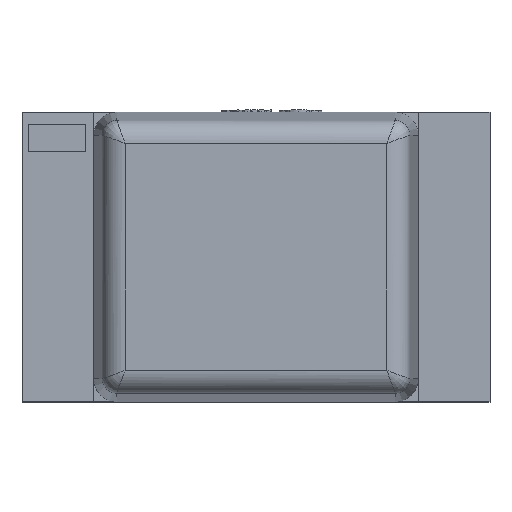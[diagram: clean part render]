
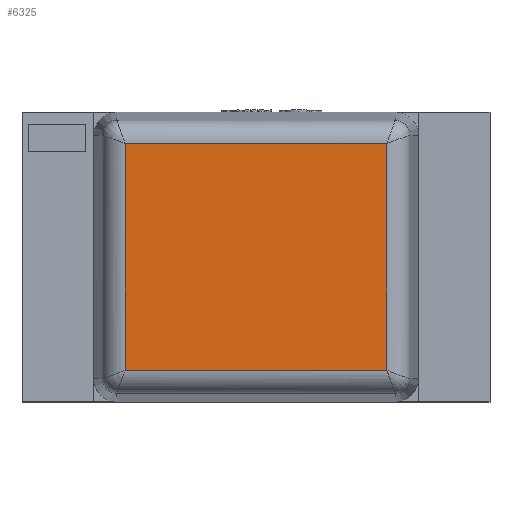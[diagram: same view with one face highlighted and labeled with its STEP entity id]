
A CAD part, top view. The second image highlights one B-rep face of the part: STEP entity #6325.
In plain terms, the highlighted planar face has unit normal (0, 0, 1).
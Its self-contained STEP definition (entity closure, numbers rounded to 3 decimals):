
#98 = VECTOR ( 'NONE', #16441, 1000. ) ;
#1816 = LINE ( 'NONE', #7301, #2179 ) ;
#2179 = VECTOR ( 'NONE', #13656, 1000. ) ;
#2778 = EDGE_LOOP ( 'NONE', ( #13283, #5877, #10448, #8346 ) ) ;
#4945 = EDGE_CURVE ( 'NONE', #15350, #5879, #8204, .T. ) ;
#5166 = VERTEX_POINT ( 'NONE', #9114 ) ;
#5271 = CARTESIAN_POINT ( 'NONE',  ( -0.6, 0.49, 0.8 ) ) ;
#5877 = ORIENTED_EDGE ( 'NONE', *, *, #4945, .T. ) ;
#5879 = VERTEX_POINT ( 'NONE', #7299 ) ;
#6280 = FACE_OUTER_BOUND ( 'NONE', #2778, .T. ) ;
#6325 = ADVANCED_FACE ( 'NONE', ( #6280 ), #11869, .T. ) ;
#6540 = CARTESIAN_POINT ( 'NONE',  ( 0.6, -0.525, 0.8 ) ) ;
#6772 = EDGE_CURVE ( 'NONE', #5879, #11640, #1816, .T. ) ;
#7299 = CARTESIAN_POINT ( 'NONE',  ( 0.565, -0.49, 0.8 ) ) ;
#7301 = CARTESIAN_POINT ( 'NONE',  ( 0.565, 0.525, 0.8 ) ) ;
#8204 = LINE ( 'NONE', #13817, #15931 ) ;
#8346 = ORIENTED_EDGE ( 'NONE', *, *, #14786, .T. ) ;
#9114 = CARTESIAN_POINT ( 'NONE',  ( -0.565, 0.49, 0.8 ) ) ;
#9211 = CARTESIAN_POINT ( 'NONE',  ( -0.565, -0.49, 0.8 ) ) ;
#10448 = ORIENTED_EDGE ( 'NONE', *, *, #6772, .T. ) ;
#10625 = AXIS2_PLACEMENT_3D ( 'NONE', #6540, #13313, #16022 ) ;
#10746 = DIRECTION ( 'NONE',  ( 0., -1., 0. ) ) ;
#11640 = VERTEX_POINT ( 'NONE', #12595 ) ;
#11869 = PLANE ( 'NONE',  #10625 ) ;
#11984 = EDGE_CURVE ( 'NONE', #5166, #15350, #13567, .T. ) ;
#12595 = CARTESIAN_POINT ( 'NONE',  ( 0.565, 0.49, 0.8 ) ) ;
#13283 = ORIENTED_EDGE ( 'NONE', *, *, #11984, .T. ) ;
#13313 = DIRECTION ( 'NONE',  ( 0., 0., 1. ) ) ;
#13567 = LINE ( 'NONE', #17607, #13780 ) ;
#13656 = DIRECTION ( 'NONE',  ( 0., 1., 0. ) ) ;
#13780 = VECTOR ( 'NONE', #10746, 1000. ) ;
#13817 = CARTESIAN_POINT ( 'NONE',  ( 0.6, -0.49, 0.8 ) ) ;
#14786 = EDGE_CURVE ( 'NONE', #11640, #5166, #17874, .T. ) ;
#15245 = DIRECTION ( 'NONE',  ( 1., 0., 0. ) ) ;
#15350 = VERTEX_POINT ( 'NONE', #9211 ) ;
#15931 = VECTOR ( 'NONE', #15245, 1000. ) ;
#16022 = DIRECTION ( 'NONE',  ( 1., 0., 0. ) ) ;
#16441 = DIRECTION ( 'NONE',  ( -1., 0., 0. ) ) ;
#17607 = CARTESIAN_POINT ( 'NONE',  ( -0.565, -0.525, 0.8 ) ) ;
#17874 = LINE ( 'NONE', #5271, #98 ) ;
